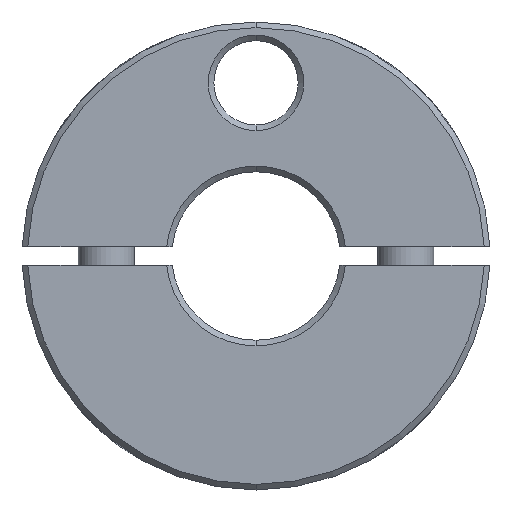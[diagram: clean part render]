
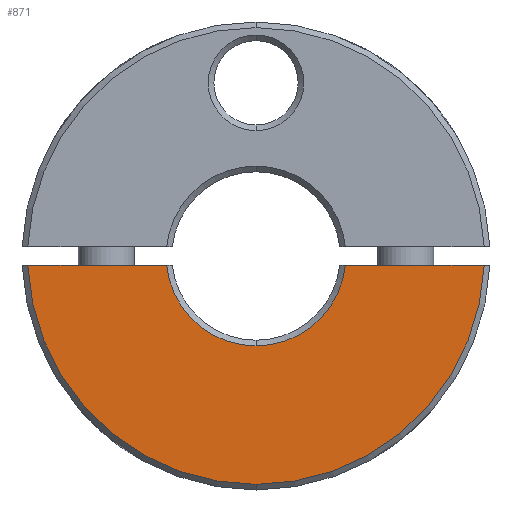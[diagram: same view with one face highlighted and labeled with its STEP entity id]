
A CAD part, front view. The second image highlights one B-rep face of the part: STEP entity #871.
In plain terms, the highlighted planar face has unit normal (0, -1, 0).
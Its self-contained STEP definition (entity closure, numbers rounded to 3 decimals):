
#715=VERTEX_POINT('',#1754);
#793=EDGE_CURVE('',#997,#1491,#1848,.T.);
#871=ADVANCED_FACE('',(#1932),#1933,.T.);
#947=EDGE_CURVE('',#1095,#1099,#2018,.T.);
#997=VERTEX_POINT('',#2075);
#1077=EDGE_CURVE('',#1135,#1099,#2162,.T.);
#1095=VERTEX_POINT('',#2180);
#1099=VERTEX_POINT('',#2184);
#1117=EDGE_CURVE('',#1491,#715,#2203,.T.);
#1135=VERTEX_POINT('',#2224);
#1389=EDGE_CURVE('',#997,#1135,#2507,.T.);
#1491=VERTEX_POINT('',#2629);
#1507=EDGE_CURVE('',#715,#1095,#2649,.T.);
#1754=CARTESIAN_POINT('',(0.,-13.,-24.4));
#1848=LINE('',#3221,#3222);
#1932=FACE_OUTER_BOUND('',#3346,.T.);
#1933=PLANE('',#3347);
#2018=LINE('',#3487,#3488);
#2075=CARTESIAN_POINT('',(-9.548,-13.0,-1.0));
#2162=CIRCLE('',#3682,9.6);
#2180=CARTESIAN_POINT('',(24.379,-13.0,-1.0));
#2184=CARTESIAN_POINT('',(9.548,-13.0,-1.0));
#2203=CIRCLE('',#3764,24.4);
#2224=CARTESIAN_POINT('',(0.,-13.,-9.6));
#2507=CIRCLE('',#4373,9.6);
#2629=CARTESIAN_POINT('',(-24.379,-13.0,-1.0));
#2649=CIRCLE('',#4610,24.4);
#3221=CARTESIAN_POINT('',(6.5,-13.,-1.0));
#3222=VECTOR('',#5003,1.0);
#3346=EDGE_LOOP('',(#5095,#5096,#5097,#5098,#5099,#5100));
#3347=AXIS2_PLACEMENT_3D('',#5101,#5102,#5103);
#3487=CARTESIAN_POINT('',(25.0,-13.,-1.0));
#3488=VECTOR('',#5206,1.0);
#3682=AXIS2_PLACEMENT_3D('',#5352,#5353,#5354);
#3764=AXIS2_PLACEMENT_3D('',#5383,#5384,#5385);
#4373=AXIS2_PLACEMENT_3D('',#5714,#5715,#5716);
#4610=AXIS2_PLACEMENT_3D('',#5929,#5930,#5931);
#5003=DIRECTION('',(-1.0,0.,0.));
#5095=ORIENTED_EDGE('',*,*,#947,.T.);
#5096=ORIENTED_EDGE('',*,*,#1077,.F.);
#5097=ORIENTED_EDGE('',*,*,#1389,.F.);
#5098=ORIENTED_EDGE('',*,*,#793,.T.);
#5099=ORIENTED_EDGE('',*,*,#1117,.T.);
#5100=ORIENTED_EDGE('',*,*,#1507,.T.);
#5101=CARTESIAN_POINT('',(0.,-13.,17.));
#5102=DIRECTION('',(0.,-1.0,0.));
#5103=DIRECTION('',(0.,0.,1.0));
#5206=DIRECTION('',(-1.0,0.,0.));
#5352=CARTESIAN_POINT('',(0.,-13.,0.));
#5353=DIRECTION('',(0.,-1.0,0.));
#5354=DIRECTION('',(0.,0.,1.0));
#5383=CARTESIAN_POINT('',(0.,-13.,0.));
#5384=DIRECTION('',(0.,-1.0,0.));
#5385=DIRECTION('',(0.,0.,1.0));
#5714=CARTESIAN_POINT('',(0.,-13.,0.));
#5715=DIRECTION('',(0.,-1.0,0.));
#5716=DIRECTION('',(0.,0.,1.0));
#5929=CARTESIAN_POINT('',(0.,-13.,0.));
#5930=DIRECTION('',(0.,-1.0,0.));
#5931=DIRECTION('',(0.,0.,1.0));
